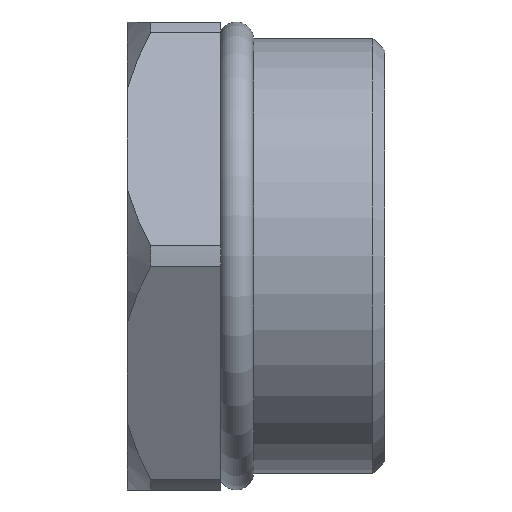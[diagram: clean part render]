
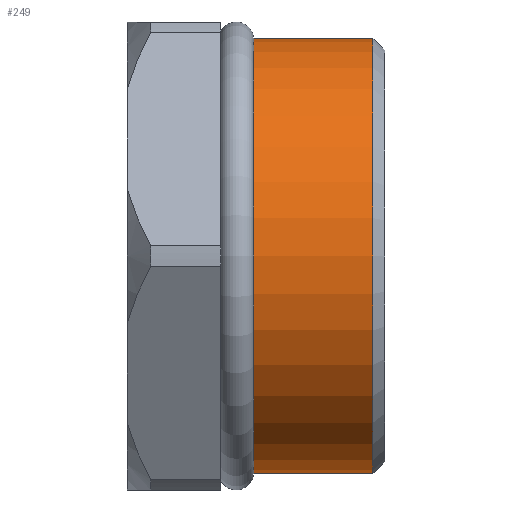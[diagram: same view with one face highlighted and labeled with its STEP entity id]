
A CAD part, left-side view. The second image highlights one B-rep face of the part: STEP entity #249.
In plain terms, the highlighted cylindrical face has radius 9.3 mm (diameter 18.6 mm), a partial arc.
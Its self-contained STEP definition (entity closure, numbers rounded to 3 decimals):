
#35 = VECTOR ( 'NONE', #638, 1000. ) ;
#40 = VECTOR ( 'NONE', #641, 1000. ) ;
#139 = ORIENTED_EDGE ( 'NONE', *, *, #232, .T. ) ;
#140 = ORIENTED_EDGE ( 'NONE', *, *, #616, .F. ) ;
#141 = ORIENTED_EDGE ( 'NONE', *, *, #617, .T. ) ;
#147 = ORIENTED_EDGE ( 'NONE', *, *, #233, .F. ) ;
#194 = CARTESIAN_POINT ( 'NONE',  ( 0., -10.5, 0. ) ) ;
#195 = DIRECTION ( 'NONE',  ( 0., 1., 0. ) ) ;
#196 = DIRECTION ( 'NONE',  ( 0., 0., -1. ) ) ;
#197 = CARTESIAN_POINT ( 'NONE',  ( 0., -5.398, 0. ) ) ;
#198 = DIRECTION ( 'NONE',  ( 0., 1., 0. ) ) ;
#199 = DIRECTION ( 'NONE',  ( 0., 0., 1. ) ) ;
#232 = EDGE_CURVE ( 'NONE', #813, #859, #278, .T. ) ;
#233 = EDGE_CURVE ( 'NONE', #858, #846, #279, .T. ) ;
#249 = ADVANCED_FACE ( 'NONE', ( #542 ), #537, .T. ) ;
#278 = CIRCLE ( 'NONE', #574, 9.3 ) ;
#279 = CIRCLE ( 'NONE', #573, 9.3 ) ;
#423 = CARTESIAN_POINT ( 'NONE',  ( 0., 25.055, 0. ) ) ;
#424 = DIRECTION ( 'NONE',  ( 0., 1., 0. ) ) ;
#425 = DIRECTION ( 'NONE',  ( 0., 0., 1. ) ) ;
#537 = CYLINDRICAL_SURFACE ( 'NONE', #540, 9.3 ) ;
#540 = AXIS2_PLACEMENT_3D ( 'NONE', #423, #424, #425 ) ;
#542 = FACE_OUTER_BOUND ( 'NONE', #995, .T. ) ;
#573 = AXIS2_PLACEMENT_3D ( 'NONE', #197, #198, #199 ) ;
#574 = AXIS2_PLACEMENT_3D ( 'NONE', #194, #195, #196 ) ;
#616 = EDGE_CURVE ( 'NONE', #813, #858, #636, .T. ) ;
#617 = EDGE_CURVE ( 'NONE', #859, #846, #639, .T. ) ;
#636 = LINE ( 'NONE', #637, #35 ) ;
#637 = CARTESIAN_POINT ( 'NONE',  ( 0., 25.055, -9.3 ) ) ;
#638 = DIRECTION ( 'NONE',  ( 0., 1., 0. ) ) ;
#639 = LINE ( 'NONE', #640, #40 ) ;
#640 = CARTESIAN_POINT ( 'NONE',  ( 0., 25.055, 9.3 ) ) ;
#641 = DIRECTION ( 'NONE',  ( 0., 1., 0. ) ) ;
#693 = CARTESIAN_POINT ( 'NONE',  ( 0., -10.5, -9.3 ) ) ;
#726 = CARTESIAN_POINT ( 'NONE',  ( 0., -5.398, 9.3 ) ) ;
#738 = CARTESIAN_POINT ( 'NONE',  ( 0., -5.398, -9.3 ) ) ;
#739 = CARTESIAN_POINT ( 'NONE',  ( 0., -10.5, 9.3 ) ) ;
#813 = VERTEX_POINT ( 'NONE', #693 ) ;
#846 = VERTEX_POINT ( 'NONE', #726 ) ;
#858 = VERTEX_POINT ( 'NONE', #738 ) ;
#859 = VERTEX_POINT ( 'NONE', #739 ) ;
#995 = EDGE_LOOP ( 'NONE', ( #140, #139, #141, #147 ) ) ;
